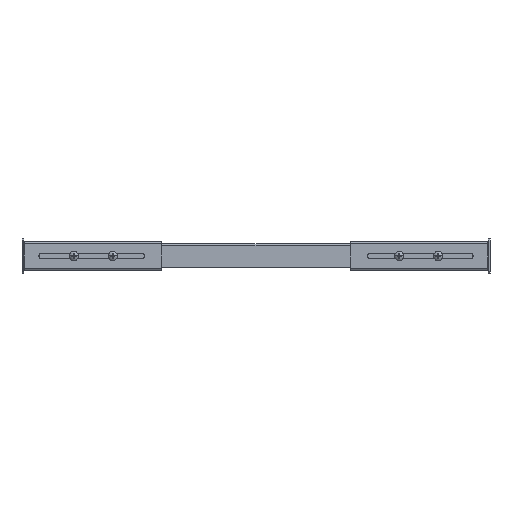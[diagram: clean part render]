
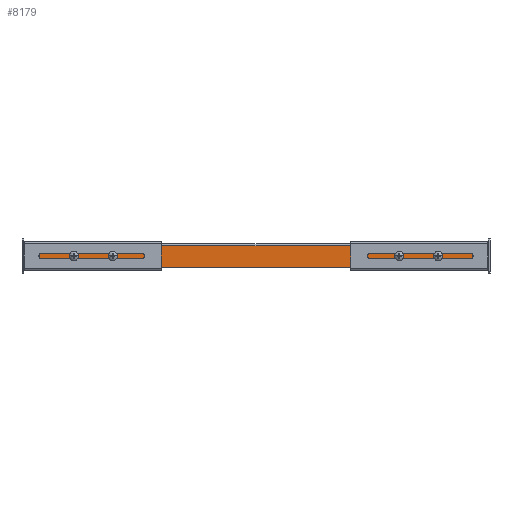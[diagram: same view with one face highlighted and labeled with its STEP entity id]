
A CAD part, front view. The second image highlights one B-rep face of the part: STEP entity #8179.
In plain terms, the highlighted planar face has unit normal (0, -1, 0).
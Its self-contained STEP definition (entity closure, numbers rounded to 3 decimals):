
#62 = DIRECTION ( 'NONE',  ( 0., -1., 0. ) ) ;
#212 = CARTESIAN_POINT ( 'NONE',  ( 64., 0., -16. ) ) ;
#265 = ORIENTED_EDGE ( 'NONE', *, *, #9657, .F. ) ;
#637 = EDGE_CURVE ( 'NONE', #21999, #3397, #9858, .T. ) ;
#766 = CARTESIAN_POINT ( 'NONE',  ( 534., 0., -16. ) ) ;
#881 = DIRECTION ( 'NONE',  ( 1., 0., 0. ) ) ;
#904 = VECTOR ( 'NONE', #881, 1000. ) ;
#976 = CARTESIAN_POINT ( 'NONE',  ( 595.999, 0., -3. ) ) ;
#1118 = DIRECTION ( 'NONE',  ( 0., 0., 1. ) ) ;
#1231 = CARTESIAN_POINT ( 'NONE',  ( 595.999, 0., -28. ) ) ;
#1428 = DIRECTION ( 'NONE',  ( 0., 0., -1. ) ) ;
#1436 = AXIS2_PLACEMENT_3D ( 'NONE', #4055, #15901, #19579 ) ;
#1499 = CARTESIAN_POINT ( 'NONE',  ( 0., 0., 0. ) ) ;
#1888 = DIRECTION ( 'NONE',  ( 0., 0., -1. ) ) ;
#1980 = VECTOR ( 'NONE', #3002, 1000. ) ;
#2169 = EDGE_LOOP ( 'NONE', ( #9680, #23764, #14929, #7261, #9338, #3395 ) ) ;
#2229 = EDGE_CURVE ( 'NONE', #4987, #11688, #15778, .T. ) ;
#2329 = EDGE_CURVE ( 'NONE', #23434, #18916, #15912, .T. ) ;
#2332 = VERTEX_POINT ( 'NONE', #8498 ) ;
#2517 = VERTEX_POINT ( 'NONE', #14001 ) ;
#2845 = ORIENTED_EDGE ( 'NONE', *, *, #637, .F. ) ;
#3002 = DIRECTION ( 'NONE',  ( 0., 0., -1. ) ) ;
#3092 = CARTESIAN_POINT ( 'NONE',  ( 114., 0., -12.5 ) ) ;
#3395 = ORIENTED_EDGE ( 'NONE', *, *, #12158, .T. ) ;
#3397 = VERTEX_POINT ( 'NONE', #6844 ) ;
#3412 = DIRECTION ( 'NONE',  ( 0., -1., 0. ) ) ;
#3420 = CIRCLE ( 'NONE', #6772, 3.5 ) ;
#3492 = ORIENTED_EDGE ( 'NONE', *, *, #5959, .F. ) ;
#3756 = FACE_BOUND ( 'NONE', #6147, .T. ) ;
#3773 = DIRECTION ( 'NONE',  ( 0., 0., -1. ) ) ;
#3925 = EDGE_LOOP ( 'NONE', ( #11880, #10680 ) ) ;
#4055 = CARTESIAN_POINT ( 'NONE',  ( 114., 0., -16. ) ) ;
#4125 = AXIS2_PLACEMENT_3D ( 'NONE', #10256, #21705, #22235 ) ;
#4315 = DIRECTION ( 'NONE',  ( 0., 0., -1. ) ) ;
#4318 = VERTEX_POINT ( 'NONE', #22118 ) ;
#4616 = CARTESIAN_POINT ( 'NONE',  ( 2.001, 0., -3. ) ) ;
#4987 = VERTEX_POINT ( 'NONE', #8405 ) ;
#5048 = VECTOR ( 'NONE', #20433, 1000. ) ;
#5115 = DIRECTION ( 'NONE',  ( 0., 0., -1. ) ) ;
#5221 = CARTESIAN_POINT ( 'NONE',  ( 0., 0., -31. ) ) ;
#5394 = AXIS2_PLACEMENT_3D ( 'NONE', #20312, #62, #1888 ) ;
#5916 = CARTESIAN_POINT ( 'NONE',  ( 595.999, 0., -28. ) ) ;
#5959 = EDGE_CURVE ( 'NONE', #2517, #22456, #21722, .T. ) ;
#6020 = EDGE_CURVE ( 'NONE', #18775, #18916, #14976, .T. ) ;
#6133 = AXIS2_PLACEMENT_3D ( 'NONE', #21429, #3412, #1428 ) ;
#6147 = EDGE_LOOP ( 'NONE', ( #3492, #22878 ) ) ;
#6542 = VERTEX_POINT ( 'NONE', #25609 ) ;
#6677 = LINE ( 'NONE', #14833, #904 ) ;
#6772 = AXIS2_PLACEMENT_3D ( 'NONE', #212, #21788, #3773 ) ;
#6844 = CARTESIAN_POINT ( 'NONE',  ( 114., 0., -19.5 ) ) ;
#7077 = EDGE_CURVE ( 'NONE', #22456, #2517, #16728, .T. ) ;
#7261 = ORIENTED_EDGE ( 'NONE', *, *, #14283, .F. ) ;
#7436 = DIRECTION ( 'NONE',  ( 1., 0., 0. ) ) ;
#7453 = CIRCLE ( 'NONE', #16238, 3.5 ) ;
#7627 = VECTOR ( 'NONE', #7436, 1000. ) ;
#7698 = EDGE_LOOP ( 'NONE', ( #11348, #265 ) ) ;
#7928 = VECTOR ( 'NONE', #22550, 1000. ) ;
#8179 = ADVANCED_FACE ( 'NONE', ( #3756, #19535, #25349, #15327, #11773 ), #13355, .F. ) ;
#8381 = DIRECTION ( 'NONE',  ( 0., -1., 0. ) ) ;
#8405 = CARTESIAN_POINT ( 'NONE',  ( 484., 0., -19.5 ) ) ;
#8498 = CARTESIAN_POINT ( 'NONE',  ( 2.001, 0., -28. ) ) ;
#8586 = LINE ( 'NONE', #20818, #5048 ) ;
#8735 = ORIENTED_EDGE ( 'NONE', *, *, #10230, .F. ) ;
#8802 = DIRECTION ( 'NONE',  ( 0., -1., 0. ) ) ;
#9338 = ORIENTED_EDGE ( 'NONE', *, *, #22412, .T. ) ;
#9393 = DIRECTION ( 'NONE',  ( 0., 1., 0. ) ) ;
#9576 = CIRCLE ( 'NONE', #4125, 3.5 ) ;
#9657 = EDGE_CURVE ( 'NONE', #6542, #18610, #14194, .T. ) ;
#9680 = ORIENTED_EDGE ( 'NONE', *, *, #14400, .T. ) ;
#9858 = CIRCLE ( 'NONE', #1436, 3.5 ) ;
#10230 = EDGE_CURVE ( 'NONE', #3397, #21999, #9576, .T. ) ;
#10256 = CARTESIAN_POINT ( 'NONE',  ( 114., 0., -16. ) ) ;
#10385 = AXIS2_PLACEMENT_3D ( 'NONE', #766, #8802, #5115 ) ;
#10680 = ORIENTED_EDGE ( 'NONE', *, *, #21354, .F. ) ;
#11348 = ORIENTED_EDGE ( 'NONE', *, *, #13829, .F. ) ;
#11575 = VECTOR ( 'NONE', #13941, 1000. ) ;
#11688 = VERTEX_POINT ( 'NONE', #18502 ) ;
#11773 = FACE_OUTER_BOUND ( 'NONE', #2169, .T. ) ;
#11880 = ORIENTED_EDGE ( 'NONE', *, *, #2229, .F. ) ;
#12158 = EDGE_CURVE ( 'NONE', #2332, #4318, #8586, .T. ) ;
#12685 = CARTESIAN_POINT ( 'NONE',  ( 534., 0., -12.5 ) ) ;
#13355 = PLANE ( 'NONE',  #19441 ) ;
#13829 = EDGE_CURVE ( 'NONE', #18610, #6542, #3420, .T. ) ;
#13883 = CARTESIAN_POINT ( 'NONE',  ( 484., 0., -16. ) ) ;
#13941 = DIRECTION ( 'NONE',  ( 0.707, 0., 0.707 ) ) ;
#14001 = CARTESIAN_POINT ( 'NONE',  ( 534., 0., -19.5 ) ) ;
#14194 = CIRCLE ( 'NONE', #18394, 3.5 ) ;
#14283 = EDGE_CURVE ( 'NONE', #15560, #18775, #6677, .T. ) ;
#14400 = EDGE_CURVE ( 'NONE', #4318, #23434, #25484, .T. ) ;
#14426 = CARTESIAN_POINT ( 'NONE',  ( 64., 0., -19.5 ) ) ;
#14527 = LINE ( 'NONE', #16621, #7928 ) ;
#14833 = CARTESIAN_POINT ( 'NONE',  ( 598., 0., -3. ) ) ;
#14929 = ORIENTED_EDGE ( 'NONE', *, *, #6020, .F. ) ;
#14976 = LINE ( 'NONE', #21025, #1980 ) ;
#15327 = FACE_BOUND ( 'NONE', #7698, .T. ) ;
#15560 = VERTEX_POINT ( 'NONE', #4616 ) ;
#15778 = CIRCLE ( 'NONE', #6133, 3.5 ) ;
#15901 = DIRECTION ( 'NONE',  ( 0., -1., 0. ) ) ;
#15912 = LINE ( 'NONE', #5916, #11575 ) ;
#16082 = CARTESIAN_POINT ( 'NONE',  ( 592.999, 0., -31. ) ) ;
#16238 = AXIS2_PLACEMENT_3D ( 'NONE', #13883, #19669, #21502 ) ;
#16621 = CARTESIAN_POINT ( 'NONE',  ( 2.001, 0., 0. ) ) ;
#16728 = CIRCLE ( 'NONE', #5394, 3.5 ) ;
#18394 = AXIS2_PLACEMENT_3D ( 'NONE', #18514, #8381, #4315 ) ;
#18502 = CARTESIAN_POINT ( 'NONE',  ( 484., 0., -12.5 ) ) ;
#18514 = CARTESIAN_POINT ( 'NONE',  ( 64., 0., -16. ) ) ;
#18610 = VERTEX_POINT ( 'NONE', #14426 ) ;
#18775 = VERTEX_POINT ( 'NONE', #976 ) ;
#18916 = VERTEX_POINT ( 'NONE', #1231 ) ;
#19441 = AXIS2_PLACEMENT_3D ( 'NONE', #1499, #9393, #1118 ) ;
#19535 = FACE_BOUND ( 'NONE', #3925, .T. ) ;
#19579 = DIRECTION ( 'NONE',  ( 0., 0., -1. ) ) ;
#19669 = DIRECTION ( 'NONE',  ( 0., -1., 0. ) ) ;
#20312 = CARTESIAN_POINT ( 'NONE',  ( 534., 0., -16. ) ) ;
#20433 = DIRECTION ( 'NONE',  ( 0.707, 0., -0.707 ) ) ;
#20818 = CARTESIAN_POINT ( 'NONE',  ( 5.001, 0., -31. ) ) ;
#21025 = CARTESIAN_POINT ( 'NONE',  ( 595.999, 0., -2. ) ) ;
#21354 = EDGE_CURVE ( 'NONE', #11688, #4987, #7453, .T. ) ;
#21429 = CARTESIAN_POINT ( 'NONE',  ( 484., 0., -16. ) ) ;
#21502 = DIRECTION ( 'NONE',  ( 0., 0., -1. ) ) ;
#21705 = DIRECTION ( 'NONE',  ( 0., -1., 0. ) ) ;
#21722 = CIRCLE ( 'NONE', #10385, 3.5 ) ;
#21788 = DIRECTION ( 'NONE',  ( 0., -1., 0. ) ) ;
#21999 = VERTEX_POINT ( 'NONE', #3092 ) ;
#22118 = CARTESIAN_POINT ( 'NONE',  ( 5.001, 0., -31. ) ) ;
#22235 = DIRECTION ( 'NONE',  ( 0., 0., -1. ) ) ;
#22412 = EDGE_CURVE ( 'NONE', #15560, #2332, #14527, .T. ) ;
#22456 = VERTEX_POINT ( 'NONE', #12685 ) ;
#22550 = DIRECTION ( 'NONE',  ( 0., 0., -1. ) ) ;
#22878 = ORIENTED_EDGE ( 'NONE', *, *, #7077, .F. ) ;
#23434 = VERTEX_POINT ( 'NONE', #16082 ) ;
#23764 = ORIENTED_EDGE ( 'NONE', *, *, #2329, .T. ) ;
#25297 = EDGE_LOOP ( 'NONE', ( #8735, #2845 ) ) ;
#25349 = FACE_BOUND ( 'NONE', #25297, .T. ) ;
#25484 = LINE ( 'NONE', #5221, #7627 ) ;
#25609 = CARTESIAN_POINT ( 'NONE',  ( 64., 0., -12.5 ) ) ;
